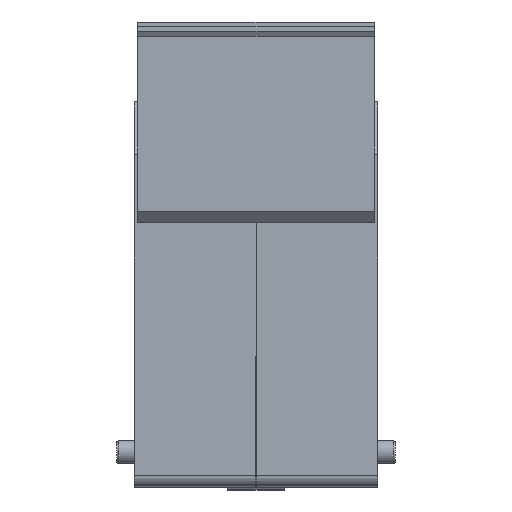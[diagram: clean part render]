
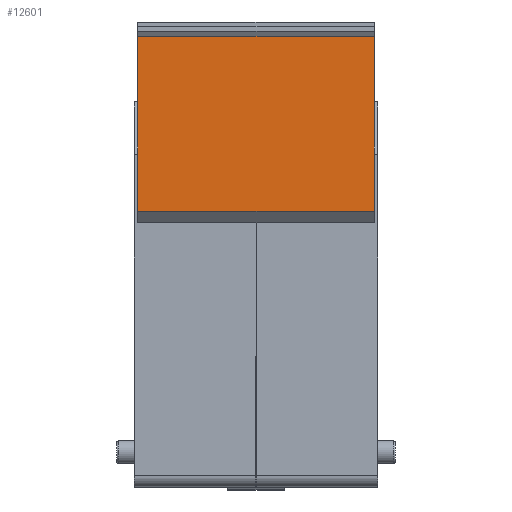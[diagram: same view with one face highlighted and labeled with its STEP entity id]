
A CAD part, left-side view. The second image highlights one B-rep face of the part: STEP entity #12601.
In plain terms, the highlighted face is planar.
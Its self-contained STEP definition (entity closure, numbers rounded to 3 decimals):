
#525=LINE('',#19647,#1817);
#526=LINE('',#19649,#1818);
#527=LINE('',#19651,#1819);
#528=LINE('',#19653,#1820);
#1817=VECTOR('',#15997,1000.);
#1818=VECTOR('',#16000,1000.);
#1819=VECTOR('',#16001,1000.);
#1820=VECTOR('',#16002,1000.);
#3534=ORIENTED_EDGE('',*,*,#7109,.F.);
#3535=ORIENTED_EDGE('',*,*,#7108,.F.);
#3536=ORIENTED_EDGE('',*,*,#7110,.T.);
#3537=ORIENTED_EDGE('',*,*,#7111,.T.);
#7108=EDGE_CURVE('',#8931,#8930,#525,.T.);
#7109=EDGE_CURVE('',#8930,#8932,#526,.T.);
#7110=EDGE_CURVE('',#8931,#8933,#527,.T.);
#7111=EDGE_CURVE('',#8933,#8932,#528,.T.);
#8930=VERTEX_POINT('',#19644);
#8931=VERTEX_POINT('',#19646);
#8932=VERTEX_POINT('',#19650);
#8933=VERTEX_POINT('',#19652);
#10530=EDGE_LOOP('',(#3534,#3535,#3536,#3537));
#11322=FACE_BOUND('',#10530,.T.);
#12045=PLANE('',#14484);
#12601=ADVANCED_FACE('',(#11322),#12045,.T.);
#14484=AXIS2_PLACEMENT_3D('',#19648,#15998,#15999);
#15997=DIRECTION('',(0.,-1.,0.));
#15998=DIRECTION('',(1.,0.,0.));
#15999=DIRECTION('',(0.,0.,-1.));
#16000=DIRECTION('',(0.,0.,1.));
#16001=DIRECTION('',(0.,0.,1.));
#16002=DIRECTION('',(0.,-1.,0.));
#19644=CARTESIAN_POINT('',(109.5,0.6,17.928));
#19646=CARTESIAN_POINT('',(109.5,41.4,17.928));
#19647=CARTESIAN_POINT('',(109.5,41.4,17.928));
#19648=CARTESIAN_POINT('',(109.5,41.4,17.928));
#19649=CARTESIAN_POINT('',(109.5,0.6,17.928));
#19650=CARTESIAN_POINT('',(109.5,0.6,48.11));
#19651=CARTESIAN_POINT('',(109.5,41.4,17.928));
#19652=CARTESIAN_POINT('',(109.5,41.4,48.11));
#19653=CARTESIAN_POINT('',(109.5,41.4,48.11));
